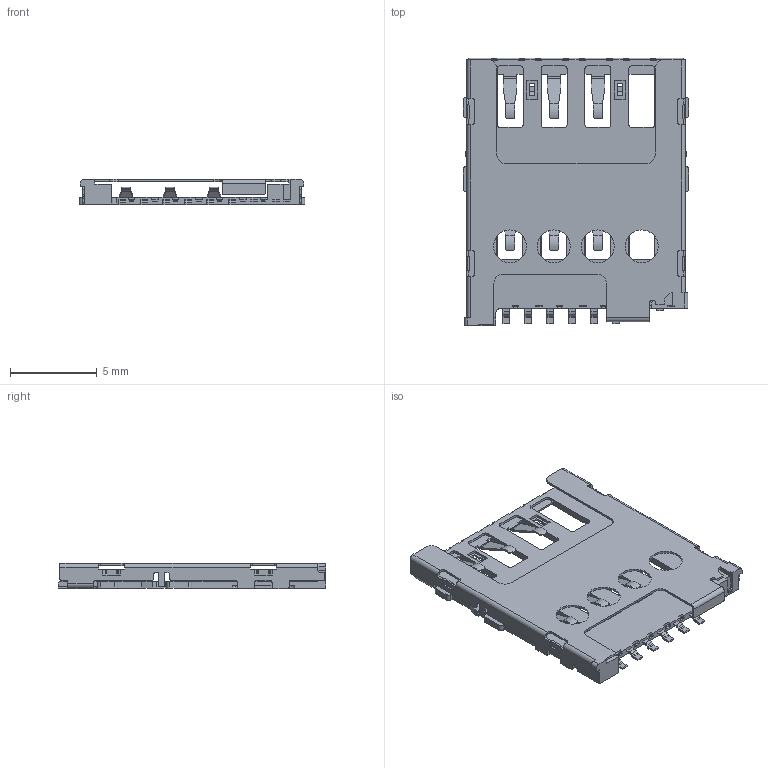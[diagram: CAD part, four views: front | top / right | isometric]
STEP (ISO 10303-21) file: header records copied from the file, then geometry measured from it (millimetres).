
FILE_DESCRIPTION(('STEP AP242'),'1');
FILE_NAME('78646-3001.stp','2020-11-19T12:28:33',('TraceParts'),('TraceParts S.A.'),'Spatial InterOp 3D',' ',' ');
FILE_SCHEMA(('AP242_MANAGED_MODEL_BASED_3D_ENGINEERING_MIM_LF {1 0 10303 442 1 1 4}'));
Length unit declared in the file: millimetre
Products named in the file (1): 78646-3001_1
Bounding box: 13.05 x 15.45 x 1.45 mm (x, y, z)
Volume: 71.3 mm3; surface area: 653.3 mm2
Topology: 1 solids, 1 shells, 833 faces, 2547 edges, 1760 vertices
Faces by surface type: plane 575, cylinder 258
Entity records: 28534 total; most frequent: CARTESIAN_POINT 5214, ORIENTED_EDGE 4982, DIRECTION 4698, EDGE_CURVE 2491, LINE 2014, VECTOR 2014, VERTEX_POINT 1648, AXIS2_PLACEMENT_3D 1342
